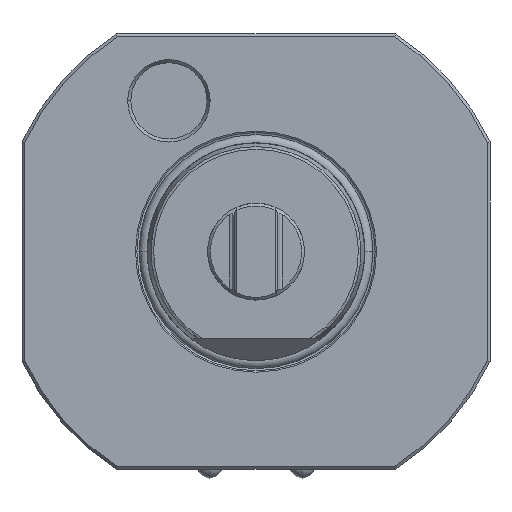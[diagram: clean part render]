
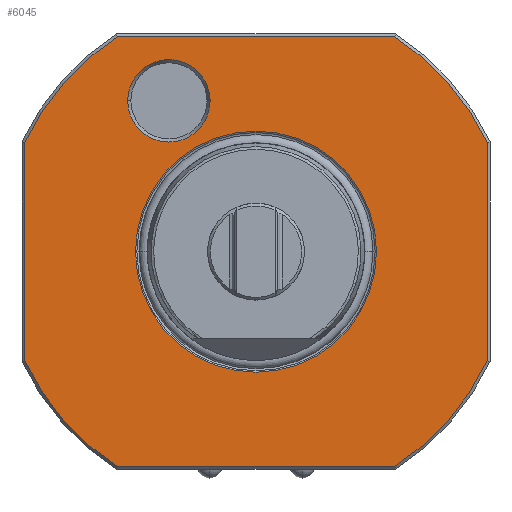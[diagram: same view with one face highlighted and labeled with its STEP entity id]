
A CAD part, left-side view. The second image highlights one B-rep face of the part: STEP entity #6045.
In plain terms, the highlighted planar face has unit normal (-1, 0, 0).
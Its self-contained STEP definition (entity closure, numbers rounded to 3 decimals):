
#220=CARTESIAN_POINT('',(-64.5,0.,0.));
#221=DIRECTION('',(1.,0.,0.));
#222=DIRECTION('',(0.,-0.904,-0.427));
#223=AXIS2_PLACEMENT_3D('',#220,#221,#222);
#225=DIRECTION('',(0.,-1.,0.));
#226=VECTOR('',#225,50.942);
#227=CARTESIAN_POINT('',(-64.5,25.471,-39.5));
#228=LINE('',#227,#226);
#229=CARTESIAN_POINT('',(-64.5,0.,0.));
#230=DIRECTION('',(1.,0.,0.));
#231=DIRECTION('',(0.,0.542,-0.84));
#232=AXIS2_PLACEMENT_3D('',#229,#230,#231);
#234=DIRECTION('',(0.,0.,-1.));
#235=VECTOR('',#234,40.138);
#236=CARTESIAN_POINT('',(-64.5,42.5,20.069));
#237=LINE('',#236,#235);
#238=CARTESIAN_POINT('',(-64.5,0.,0.));
#239=DIRECTION('',(1.,0.,0.));
#240=DIRECTION('',(0.,0.904,0.427));
#241=AXIS2_PLACEMENT_3D('',#238,#239,#240);
#243=DIRECTION('',(0.,1.,0.));
#244=VECTOR('',#243,50.942);
#245=CARTESIAN_POINT('',(-64.5,-25.471,39.5));
#246=LINE('',#245,#244);
#247=CARTESIAN_POINT('',(-64.5,0.,0.));
#248=DIRECTION('',(1.,0.,0.));
#249=DIRECTION('',(0.,-0.542,0.84));
#250=AXIS2_PLACEMENT_3D('',#247,#248,#249);
#252=DIRECTION('',(0.,0.,1.));
#253=VECTOR('',#252,40.138);
#254=CARTESIAN_POINT('',(-64.5,-42.5,
-20.069));
#255=LINE('',#254,#253);
#256=CARTESIAN_POINT('',(-64.5,0.,0.));
#257=DIRECTION('',(1.,0.,0.));
#258=DIRECTION('',(0.,-1.,0.));
#259=AXIS2_PLACEMENT_3D('',#256,#257,#258);
#261=CARTESIAN_POINT('',(-64.5,0.,0.));
#262=DIRECTION('',(1.,0.,0.));
#263=DIRECTION('',(0.,1.,0.));
#264=AXIS2_PLACEMENT_3D('',#261,#262,#263);
#266=CARTESIAN_POINT('',(-64.5,16.,27.713));
#267=DIRECTION('',(1.,0.,0.));
#268=DIRECTION('',(0.,-1.,0.));
#269=AXIS2_PLACEMENT_3D('',#266,#267,#268);
#271=CARTESIAN_POINT('',(-64.5,16.,27.713));
#272=DIRECTION('',(1.,0.,0.));
#273=DIRECTION('',(0.,1.,0.));
#274=AXIS2_PLACEMENT_3D('',#271,#272,#273);
#5298=CARTESIAN_POINT('',(-64.5,-22.15,0.));
#5299=CARTESIAN_POINT('',(-64.5,22.15,0.));
#5300=VERTEX_POINT('',#5298);
#5301=VERTEX_POINT('',#5299);
#5302=CARTESIAN_POINT('',(-64.5,8.423,27.713));
#5303=CARTESIAN_POINT('',(-64.5,23.577,27.713));
#5304=VERTEX_POINT('',#5302);
#5305=VERTEX_POINT('',#5303);
#5306=CARTESIAN_POINT('',(-64.5,-42.5,-20.07));
#5307=CARTESIAN_POINT('',(-64.5,-25.471,-39.5));
#5308=VERTEX_POINT('',#5306);
#5309=VERTEX_POINT('',#5307);
#5314=CARTESIAN_POINT('',(-64.5,-25.471,39.5));
#5315=CARTESIAN_POINT('',(-64.5,-42.5,20.07));
#5316=VERTEX_POINT('',#5314);
#5317=VERTEX_POINT('',#5315);
#5338=CARTESIAN_POINT('',(-64.5,42.5,20.07));
#5339=CARTESIAN_POINT('',(-64.5,25.471,39.5));
#5340=VERTEX_POINT('',#5338);
#5341=VERTEX_POINT('',#5339);
#5346=CARTESIAN_POINT('',(-64.5,25.471,-39.5));
#5347=CARTESIAN_POINT('',(-64.5,42.5,-20.07));
#5348=VERTEX_POINT('',#5346);
#5349=VERTEX_POINT('',#5347);
#6011=CARTESIAN_POINT('',(-64.5,0.,0.));
#6012=DIRECTION('',(-1.,0.,0.));
#6013=DIRECTION('',(0.,1.,0.));
#6014=AXIS2_PLACEMENT_3D('',#6011,#6012,#6013);
#6015=PLANE('',#6014);
#6017=ORIENTED_EDGE('',*,*,#6016,.T.);
#6019=ORIENTED_EDGE('',*,*,#6018,.F.);
#6021=ORIENTED_EDGE('',*,*,#6020,.T.);
#6023=ORIENTED_EDGE('',*,*,#6022,.F.);
#6025=ORIENTED_EDGE('',*,*,#6024,.T.);
#6027=ORIENTED_EDGE('',*,*,#6026,.F.);
#6028=ORIENTED_EDGE('',*,*,#6001,.T.);
#6030=ORIENTED_EDGE('',*,*,#6029,.F.);
#6031=EDGE_LOOP('',(#6017,#6019,#6021,#6023,#6025,#6027,#6028,#6030));
#6032=FACE_OUTER_BOUND('',#6031,.F.);
#6034=ORIENTED_EDGE('',*,*,#6033,.F.);
#6036=ORIENTED_EDGE('',*,*,#6035,.F.);
#6037=EDGE_LOOP('',(#6034,#6036));
#6038=FACE_BOUND('',#6037,.F.);
#6040=ORIENTED_EDGE('',*,*,#6039,.F.);
#6042=ORIENTED_EDGE('',*,*,#6041,.F.);
#6043=EDGE_LOOP('',(#6040,#6042));
#6044=FACE_BOUND('',#6043,.F.);
#224=CIRCLE('',#223,47.001);
#233=CIRCLE('',#232,47.001);
#242=CIRCLE('',#241,47.001);
#251=CIRCLE('',#250,47.001);
#260=CIRCLE('',#259,22.15);
#265=CIRCLE('',#264,22.15);
#270=CIRCLE('',#269,7.577);
#275=CIRCLE('',#274,7.577);
#6001=EDGE_CURVE('',#5316,#5317,#251,.T.);
#6016=EDGE_CURVE('',#5308,#5309,#224,.T.);
#6018=EDGE_CURVE('',#5348,#5309,#228,.T.);
#6020=EDGE_CURVE('',#5348,#5349,#233,.T.);
#6022=EDGE_CURVE('',#5340,#5349,#237,.T.);
#6024=EDGE_CURVE('',#5340,#5341,#242,.T.);
#6026=EDGE_CURVE('',#5316,#5341,#246,.T.);
#6029=EDGE_CURVE('',#5308,#5317,#255,.T.);
#6033=EDGE_CURVE('',#5300,#5301,#260,.T.);
#6035=EDGE_CURVE('',#5301,#5300,#265,.T.);
#6039=EDGE_CURVE('',#5304,#5305,#270,.T.);
#6041=EDGE_CURVE('',#5305,#5304,#275,.T.);
#6045=ADVANCED_FACE('',(#6032,#6038,#6044),#6015,.T.);
